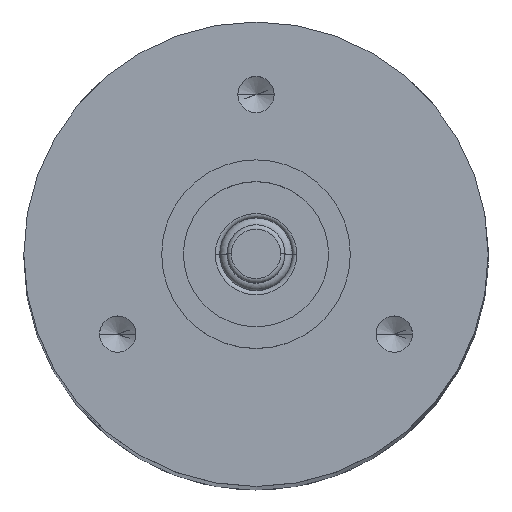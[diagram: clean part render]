
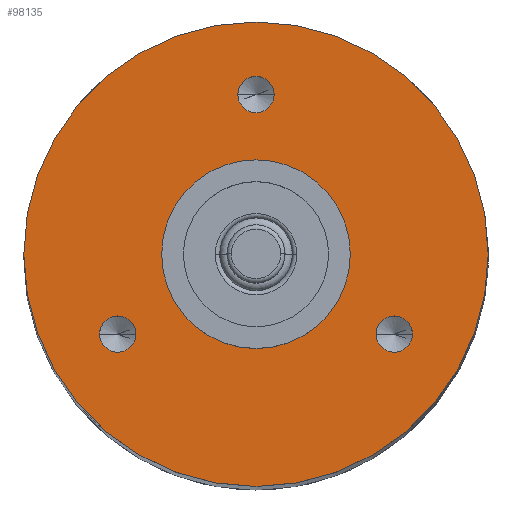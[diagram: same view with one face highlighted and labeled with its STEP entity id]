
A CAD part, top view. The second image highlights one B-rep face of the part: STEP entity #98135.
In plain terms, the highlighted planar face has unit normal (0, 0, 1).
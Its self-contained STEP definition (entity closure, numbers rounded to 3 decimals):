
#1779 = CARTESIAN_POINT ( 'NONE',  ( 0., 0., -2. ) ) ;
#5374 = EDGE_CURVE ( 'NONE', #35032, #37170, #22178, .T. ) ;
#9809 = EDGE_LOOP ( 'NONE', ( #60188, #41696 ) ) ;
#10574 = CIRCLE ( 'NONE', #40387, 1.25 ) ;
#11068 = AXIS2_PLACEMENT_3D ( 'NONE', #48340, #109067, #89069 ) ;
#11818 = DIRECTION ( 'NONE',  ( 1., 0., 0. ) ) ;
#11934 = DIRECTION ( 'NONE',  ( 1., 0., 0. ) ) ;
#11978 = CIRCLE ( 'NONE', #52480, 16. ) ;
#12525 = AXIS2_PLACEMENT_3D ( 'NONE', #40666, #104082, #50696 ) ;
#17832 = EDGE_CURVE ( 'NONE', #86625, #127351, #93212, .T. ) ;
#17966 = VERTEX_POINT ( 'NONE', #102855 ) ;
#18439 = EDGE_LOOP ( 'NONE', ( #57241, #30223 ) ) ;
#18949 = CARTESIAN_POINT ( 'NONE',  ( -16., 0., -2. ) ) ;
#19398 = DIRECTION ( 'NONE',  ( 1., 0., 0. ) ) ;
#19446 = DIRECTION ( 'NONE',  ( 0., 0., 1. ) ) ;
#19962 = EDGE_CURVE ( 'NONE', #24545, #26686, #71677, .T. ) ;
#20003 = DIRECTION ( 'NONE',  ( 0., 0., 1. ) ) ;
#21455 = EDGE_CURVE ( 'NONE', #127351, #86625, #52786, .T. ) ;
#21827 = DIRECTION ( 'NONE',  ( 0., 0., 1. ) ) ;
#22158 = DIRECTION ( 'NONE',  ( 1., 0., 0. ) ) ;
#22178 = CIRCLE ( 'NONE', #34886, 1.25 ) ;
#23206 = VERTEX_POINT ( 'NONE', #131664 ) ;
#24545 = VERTEX_POINT ( 'NONE', #73418 ) ;
#25386 = ORIENTED_EDGE ( 'NONE', *, *, #17832, .F. ) ;
#26686 = VERTEX_POINT ( 'NONE', #62266 ) ;
#29179 = CIRCLE ( 'NONE', #67625, 16. ) ;
#30223 = ORIENTED_EDGE ( 'NONE', *, *, #96791, .T. ) ;
#31294 = PLANE ( 'NONE',  #12525 ) ;
#31631 = DIRECTION ( 'NONE',  ( 0., 0., 1. ) ) ;
#33274 = DIRECTION ( 'NONE',  ( 0., 0., 1. ) ) ;
#33420 = ORIENTED_EDGE ( 'NONE', *, *, #104850, .F. ) ;
#33586 = EDGE_LOOP ( 'NONE', ( #96294, #25386 ) ) ;
#34886 = AXIS2_PLACEMENT_3D ( 'NONE', #54204, #82921, #22158 ) ;
#35032 = VERTEX_POINT ( 'NONE', #113530 ) ;
#35265 = ORIENTED_EDGE ( 'NONE', *, *, #19962, .F. ) ;
#35755 = CIRCLE ( 'NONE', #127509, 6.5 ) ;
#37170 = VERTEX_POINT ( 'NONE', #61976 ) ;
#39318 = FACE_BOUND ( 'NONE', #119809, .T. ) ;
#40090 = CIRCLE ( 'NONE', #131795, 6.5 ) ;
#40387 = AXIS2_PLACEMENT_3D ( 'NONE', #102430, #31631, #61701 ) ;
#40666 = CARTESIAN_POINT ( 'NONE',  ( 0., 6.5, -2. ) ) ;
#40684 = CARTESIAN_POINT ( 'NONE',  ( -9.526, -5.5, -2. ) ) ;
#41696 = ORIENTED_EDGE ( 'NONE', *, *, #83358, .F. ) ;
#41881 = ORIENTED_EDGE ( 'NONE', *, *, #63096, .F. ) ;
#47781 = DIRECTION ( 'NONE',  ( 0., 0., 1. ) ) ;
#48340 = CARTESIAN_POINT ( 'NONE',  ( -9.526, -5.5, -2. ) ) ;
#50129 = CARTESIAN_POINT ( 'NONE',  ( 0., 0., -2. ) ) ;
#50696 = DIRECTION ( 'NONE',  ( -1., 0., 0. ) ) ;
#52480 = AXIS2_PLACEMENT_3D ( 'NONE', #50129, #19446, #60158 ) ;
#52786 = CIRCLE ( 'NONE', #59139, 1.25 ) ;
#54204 = CARTESIAN_POINT ( 'NONE',  ( 9.526, -5.5, -2. ) ) ;
#57241 = ORIENTED_EDGE ( 'NONE', *, *, #72258, .T. ) ;
#57412 = EDGE_CURVE ( 'NONE', #17966, #23206, #40090, .T. ) ;
#58158 = DIRECTION ( 'NONE',  ( 0., 0., 1. ) ) ;
#59139 = AXIS2_PLACEMENT_3D ( 'NONE', #107894, #47781, #129894 ) ;
#59393 = FACE_BOUND ( 'NONE', #9809, .T. ) ;
#60158 = DIRECTION ( 'NONE',  ( 1., 0., 0. ) ) ;
#60188 = ORIENTED_EDGE ( 'NONE', *, *, #5374, .F. ) ;
#61292 = CARTESIAN_POINT ( 'NONE',  ( 16., 0., -2. ) ) ;
#61701 = DIRECTION ( 'NONE',  ( 1., 0., 0. ) ) ;
#61976 = CARTESIAN_POINT ( 'NONE',  ( 8.276, -5.5, -2. ) ) ;
#62266 = CARTESIAN_POINT ( 'NONE',  ( -8.276, -5.5, -2. ) ) ;
#63096 = EDGE_CURVE ( 'NONE', #26686, #24545, #113761, .T. ) ;
#67625 = AXIS2_PLACEMENT_3D ( 'NONE', #70130, #110868, #19398 ) ;
#69405 = FACE_BOUND ( 'NONE', #33586, .T. ) ;
#69488 = CARTESIAN_POINT ( 'NONE',  ( 0., 11., -2. ) ) ;
#70130 = CARTESIAN_POINT ( 'NONE',  ( 0., 0., -2. ) ) ;
#71677 = CIRCLE ( 'NONE', #88730, 1.25 ) ;
#71874 = VERTEX_POINT ( 'NONE', #18949 ) ;
#72258 = EDGE_CURVE ( 'NONE', #112269, #71874, #11978, .T. ) ;
#73418 = CARTESIAN_POINT ( 'NONE',  ( -10.776, -5.5, -2. ) ) ;
#76746 = ORIENTED_EDGE ( 'NONE', *, *, #57412, .F. ) ;
#81230 = CARTESIAN_POINT ( 'NONE',  ( 1.25, 11., -2. ) ) ;
#82921 = DIRECTION ( 'NONE',  ( 0., 0., 1. ) ) ;
#83358 = EDGE_CURVE ( 'NONE', #37170, #35032, #10574, .T. ) ;
#83993 = CARTESIAN_POINT ( 'NONE',  ( 0., 0., -2. ) ) ;
#86625 = VERTEX_POINT ( 'NONE', #107901 ) ;
#88208 = DIRECTION ( 'NONE',  ( 1., 0., 0. ) ) ;
#88730 = AXIS2_PLACEMENT_3D ( 'NONE', #40684, #20003, #92101 ) ;
#89069 = DIRECTION ( 'NONE',  ( 1., 0., 0. ) ) ;
#92101 = DIRECTION ( 'NONE',  ( 1., 0., 0. ) ) ;
#93212 = CIRCLE ( 'NONE', #120968, 1.25 ) ;
#96294 = ORIENTED_EDGE ( 'NONE', *, *, #21455, .F. ) ;
#96791 = EDGE_CURVE ( 'NONE', #71874, #112269, #29179, .T. ) ;
#98135 = ADVANCED_FACE ( 'NONE', ( #69405, #59393, #39318, #132152, #102095 ), #31294, .F. ) ;
#102095 = FACE_OUTER_BOUND ( 'NONE', #18439, .T. ) ;
#102430 = CARTESIAN_POINT ( 'NONE',  ( 9.526, -5.5, -2. ) ) ;
#102855 = CARTESIAN_POINT ( 'NONE',  ( 6.5, 0., -2. ) ) ;
#104082 = DIRECTION ( 'NONE',  ( 0., 0., -1. ) ) ;
#104850 = EDGE_CURVE ( 'NONE', #23206, #17966, #35755, .T. ) ;
#107894 = CARTESIAN_POINT ( 'NONE',  ( 0., 11., -2. ) ) ;
#107901 = CARTESIAN_POINT ( 'NONE',  ( -1.25, 11., -2. ) ) ;
#109067 = DIRECTION ( 'NONE',  ( 0., 0., 1. ) ) ;
#110868 = DIRECTION ( 'NONE',  ( 0., 0., 1. ) ) ;
#112269 = VERTEX_POINT ( 'NONE', #61292 ) ;
#113530 = CARTESIAN_POINT ( 'NONE',  ( 10.776, -5.5, -2. ) ) ;
#113761 = CIRCLE ( 'NONE', #11068, 1.25 ) ;
#119809 = EDGE_LOOP ( 'NONE', ( #41881, #35265 ) ) ;
#120968 = AXIS2_PLACEMENT_3D ( 'NONE', #69488, #58158, #88208 ) ;
#127351 = VERTEX_POINT ( 'NONE', #81230 ) ;
#127509 = AXIS2_PLACEMENT_3D ( 'NONE', #1779, #21827, #11818 ) ;
#129894 = DIRECTION ( 'NONE',  ( 1., 0., 0. ) ) ;
#131634 = EDGE_LOOP ( 'NONE', ( #76746, #33420 ) ) ;
#131664 = CARTESIAN_POINT ( 'NONE',  ( -6.5, 0., -2. ) ) ;
#131795 = AXIS2_PLACEMENT_3D ( 'NONE', #83993, #33274, #11934 ) ;
#132152 = FACE_BOUND ( 'NONE', #131634, .T. ) ;
